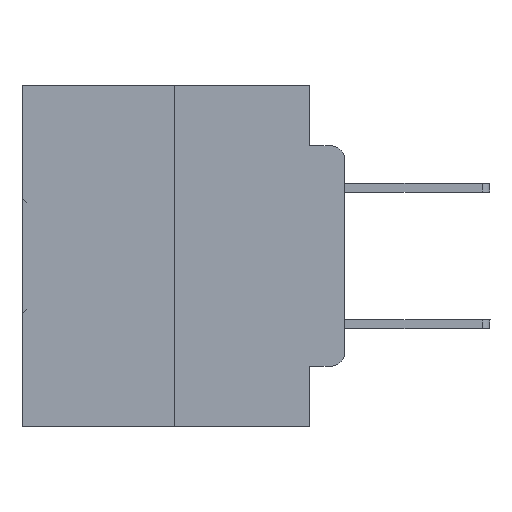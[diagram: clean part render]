
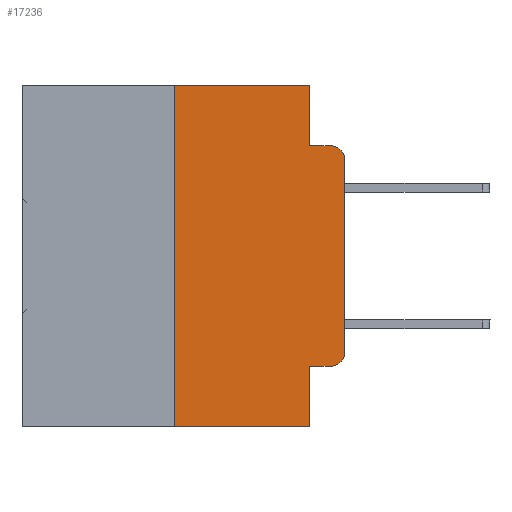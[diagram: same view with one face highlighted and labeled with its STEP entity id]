
A CAD part, left-side view. The second image highlights one B-rep face of the part: STEP entity #17236.
In plain terms, the highlighted planar face has unit normal (-1, 0, 0).
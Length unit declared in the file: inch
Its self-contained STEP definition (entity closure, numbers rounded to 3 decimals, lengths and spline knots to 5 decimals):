
#457 = CARTESIAN_POINT ( 'NONE',  ( 0., 0., -0.1085 ) ) ;
#584 = LINE ( 'NONE', #27190, #21118 ) ;
#593 = ORIENTED_EDGE ( 'NONE', *, *, #17726, .T. ) ;
#1049 = VECTOR ( 'NONE', #22846, 39.37008 ) ;
#1366 = AXIS2_PLACEMENT_3D ( 'NONE', #27219, #13401, #16075 ) ;
#2923 = DIRECTION ( 'NONE',  ( 0., 0., -1. ) ) ;
#3104 = LINE ( 'NONE', #30524, #23255 ) ;
#3190 = VECTOR ( 'NONE', #15409, 39.37008 ) ;
#3309 = CARTESIAN_POINT ( 'NONE',  ( 0., 0.051, -0.4115 ) ) ;
#4090 = AXIS2_PLACEMENT_3D ( 'NONE', #6997, #30990, #33885 ) ;
#4542 = ORIENTED_EDGE ( 'NONE', *, *, #22229, .T. ) ;
#4566 = VERTEX_POINT ( 'NONE', #14096 ) ;
#6804 = EDGE_CURVE ( 'NONE', #28753, #30591, #584, .T. ) ;
#6997 = CARTESIAN_POINT ( 'NONE',  ( 0., 0.02, -0.1085 ) ) ;
#7003 = CARTESIAN_POINT ( 'NONE',  ( 0., 0.473, 0. ) ) ;
#7435 = VERTEX_POINT ( 'NONE', #457 ) ;
#7461 = DIRECTION ( 'NONE',  ( 0., 0., -1. ) ) ;
#8041 = PLANE ( 'NONE',  #1366 ) ;
#8133 = LINE ( 'NONE', #10385, #32381 ) ;
#8192 = CARTESIAN_POINT ( 'NONE',  ( 0., 0.051, 0. ) ) ;
#9242 = ORIENTED_EDGE ( 'NONE', *, *, #32772, .F. ) ;
#9771 = ORIENTED_EDGE ( 'NONE', *, *, #23543, .T. ) ;
#10385 = CARTESIAN_POINT ( 'NONE',  ( 0., 0.25, 0. ) ) ;
#10449 = EDGE_CURVE ( 'NONE', #28753, #23020, #26692, .T. ) ;
#10736 = VECTOR ( 'NONE', #16767, 39.37008 ) ;
#13231 = LINE ( 'NONE', #16889, #10736 ) ;
#13251 = EDGE_CURVE ( 'NONE', #33613, #32051, #8133, .T. ) ;
#13401 = DIRECTION ( 'NONE',  ( 1., 0., 0. ) ) ;
#13980 = DIRECTION ( 'NONE',  ( 0., -1., 0. ) ) ;
#14096 = CARTESIAN_POINT ( 'NONE',  ( 0., 0.02, -0.0885 ) ) ;
#15187 = CARTESIAN_POINT ( 'NONE',  ( 0., 0.051, 0. ) ) ;
#15251 = ORIENTED_EDGE ( 'NONE', *, *, #13251, .F. ) ;
#15297 = CARTESIAN_POINT ( 'NONE',  ( 0., 0.02, -0.3915 ) ) ;
#15409 = DIRECTION ( 'NONE',  ( 0., 0., -1. ) ) ;
#15530 = DIRECTION ( 'NONE',  ( -1., 0., 0. ) ) ;
#15791 = VERTEX_POINT ( 'NONE', #8192 ) ;
#16075 = DIRECTION ( 'NONE',  ( 0., 0., -1. ) ) ;
#16588 = CIRCLE ( 'NONE', #19433, 0.02 ) ;
#16767 = DIRECTION ( 'NONE',  ( 0., 0., 1. ) ) ;
#16859 = FACE_OUTER_BOUND ( 'NONE', #23299, .T. ) ;
#16889 = CARTESIAN_POINT ( 'NONE',  ( 0., 0., 0. ) ) ;
#17236 = ADVANCED_FACE ( 'NONE', ( #16859 ), #8041, .F. ) ;
#17726 = EDGE_CURVE ( 'NONE', #7435, #4566, #29388, .T. ) ;
#17730 = ORIENTED_EDGE ( 'NONE', *, *, #32740, .T. ) ;
#17956 = DIRECTION ( 'NONE',  ( 0., 0., 1. ) ) ;
#18286 = VECTOR ( 'NONE', #13980, 39.37008 ) ;
#19207 = EDGE_CURVE ( 'NONE', #32051, #15791, #21724, .T. ) ;
#19267 = ORIENTED_EDGE ( 'NONE', *, *, #19207, .F. ) ;
#19433 = AXIS2_PLACEMENT_3D ( 'NONE', #15297, #15530, #7461 ) ;
#21118 = VECTOR ( 'NONE', #2923, 39.37008 ) ;
#21724 = LINE ( 'NONE', #7003, #27196 ) ;
#22021 = VERTEX_POINT ( 'NONE', #29424 ) ;
#22229 = EDGE_CURVE ( 'NONE', #28910, #7435, #13231, .T. ) ;
#22334 = EDGE_CURVE ( 'NONE', #22021, #4566, #24508, .T. ) ;
#22726 = ORIENTED_EDGE ( 'NONE', *, *, #22334, .F. ) ;
#22846 = DIRECTION ( 'NONE',  ( 0., -1., 0. ) ) ;
#23020 = VERTEX_POINT ( 'NONE', #31701 ) ;
#23091 = CARTESIAN_POINT ( 'NONE',  ( 0., 0.051, -0.0885 ) ) ;
#23201 = CARTESIAN_POINT ( 'NONE',  ( 0., 0.25, 0. ) ) ;
#23255 = VECTOR ( 'NONE', #33539, 39.37008 ) ;
#23299 = EDGE_LOOP ( 'NONE', ( #4542, #593, #22726, #9242, #19267, #15251, #9771, #28131, #30371, #17730 ) ) ;
#23543 = EDGE_CURVE ( 'NONE', #33613, #30591, #3104, .T. ) ;
#23902 = CARTESIAN_POINT ( 'NONE',  ( 0., 0.25, -0.5 ) ) ;
#24508 = LINE ( 'NONE', #23091, #1049 ) ;
#25819 = LINE ( 'NONE', #15187, #3190 ) ;
#26692 = LINE ( 'NONE', #3309, #18286 ) ;
#27190 = CARTESIAN_POINT ( 'NONE',  ( 0., 0.051, 0. ) ) ;
#27196 = VECTOR ( 'NONE', #28548, 39.37008 ) ;
#27219 = CARTESIAN_POINT ( 'NONE',  ( 0., 0.473, 0. ) ) ;
#27506 = CARTESIAN_POINT ( 'NONE',  ( 0., 0.051, -0.5 ) ) ;
#28131 = ORIENTED_EDGE ( 'NONE', *, *, #6804, .F. ) ;
#28548 = DIRECTION ( 'NONE',  ( 0., -1., 0. ) ) ;
#28753 = VERTEX_POINT ( 'NONE', #33597 ) ;
#28910 = VERTEX_POINT ( 'NONE', #34291 ) ;
#29388 = CIRCLE ( 'NONE', #4090, 0.02 ) ;
#29424 = CARTESIAN_POINT ( 'NONE',  ( 0., 0.051, -0.0885 ) ) ;
#30371 = ORIENTED_EDGE ( 'NONE', *, *, #10449, .T. ) ;
#30524 = CARTESIAN_POINT ( 'NONE',  ( 0., 0.473, -0.5 ) ) ;
#30591 = VERTEX_POINT ( 'NONE', #27506 ) ;
#30990 = DIRECTION ( 'NONE',  ( -1., 0., 0. ) ) ;
#31701 = CARTESIAN_POINT ( 'NONE',  ( 0., 0.02, -0.4115 ) ) ;
#32051 = VERTEX_POINT ( 'NONE', #23201 ) ;
#32381 = VECTOR ( 'NONE', #17956, 39.37008 ) ;
#32740 = EDGE_CURVE ( 'NONE', #23020, #28910, #16588, .T. ) ;
#32772 = EDGE_CURVE ( 'NONE', #15791, #22021, #25819, .T. ) ;
#33539 = DIRECTION ( 'NONE',  ( 0., -1., 0. ) ) ;
#33597 = CARTESIAN_POINT ( 'NONE',  ( 0., 0.051, -0.4115 ) ) ;
#33613 = VERTEX_POINT ( 'NONE', #23902 ) ;
#33885 = DIRECTION ( 'NONE',  ( 0., 0., -1. ) ) ;
#34291 = CARTESIAN_POINT ( 'NONE',  ( 0., 0., -0.3915 ) ) ;
